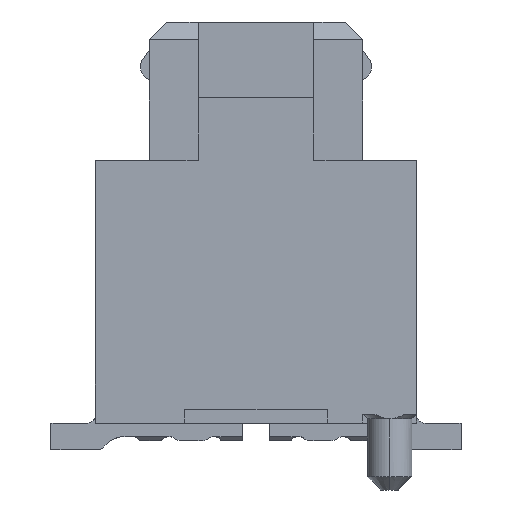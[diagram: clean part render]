
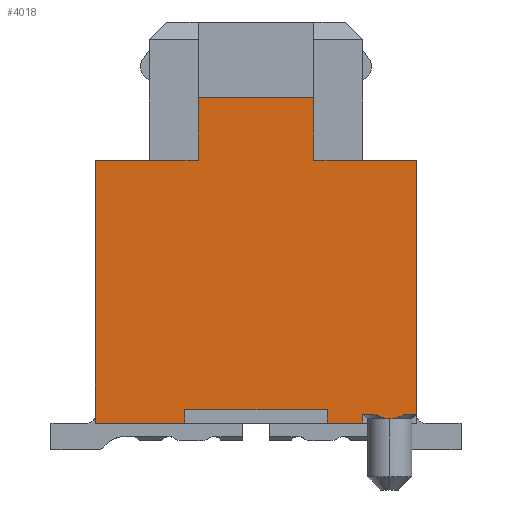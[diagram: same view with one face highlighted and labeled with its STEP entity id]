
A CAD part, left-side view. The second image highlights one B-rep face of the part: STEP entity #4018.
In plain terms, the highlighted planar face has unit normal (-1, 0, 0).
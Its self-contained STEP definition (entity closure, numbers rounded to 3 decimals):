
#3852=CARTESIAN_POINT('',(-13.55,-1.2,0.2));
#3853=VERTEX_POINT('',#3852);
#3860=CARTESIAN_POINT('',(-13.55,-1.2,0.1));
#3861=VERTEX_POINT('',#3860);
#3862=CARTESIAN_POINT('',(-13.55,-1.2,0.2));
#3863=DIRECTION('',(0.,0.,-1.));
#3864=VECTOR('',#3863,0.1);
#3865=LINE('',#3862,#3864);
#3866=EDGE_CURVE('',#3853,#3861,#3865,.T.);
#3877=CARTESIAN_POINT('',(-13.55,0.,1.925));
#3878=DIRECTION('',(0.,-1.,0.));
#3879=DIRECTION('',(-1.,0.,0.));
#3880=AXIS2_PLACEMENT_3D('',#3877,#3879,#3878);
#3881=PLANE('',#3880);
#3882=CARTESIAN_POINT('',(-13.55,0.8,0.1));
#3883=VERTEX_POINT('',#3882);
#3884=CARTESIAN_POINT('',(-13.55,1.8,0.1));
#3885=VERTEX_POINT('',#3884);
#3886=CARTESIAN_POINT('',(-13.55,0.8,0.1));
#3887=DIRECTION('',(0.,1.,0.));
#3888=VECTOR('',#3887,1.);
#3889=LINE('',#3886,#3888);
#3890=EDGE_CURVE('',#3883,#3885,#3889,.T.);
#3891=ORIENTED_EDGE('',*,*,#3890,.F.);
#3892=CARTESIAN_POINT('',(-13.55,0.8,0.25));
#3893=VERTEX_POINT('',#3892);
#3894=CARTESIAN_POINT('',(-13.55,0.8,0.1));
#3895=DIRECTION('',(0.,0.,1.));
#3896=VECTOR('',#3895,0.15);
#3897=LINE('',#3894,#3896);
#3898=EDGE_CURVE('',#3883,#3893,#3897,.T.);
#3899=ORIENTED_EDGE('',*,*,#3898,.T.);
#3900=CARTESIAN_POINT('',(-13.55,-0.8,0.25));
#3901=VERTEX_POINT('',#3900);
#3902=CARTESIAN_POINT('',(-13.55,0.8,0.25));
#3903=DIRECTION('',(0.,-1.,0.));
#3904=VECTOR('',#3903,1.6);
#3905=LINE('',#3902,#3904);
#3906=EDGE_CURVE('',#3893,#3901,#3905,.T.);
#3907=ORIENTED_EDGE('',*,*,#3906,.T.);
#3908=CARTESIAN_POINT('',(-13.55,-0.8,0.1));
#3909=VERTEX_POINT('',#3908);
#3910=CARTESIAN_POINT('',(-13.55,-0.8,0.25));
#3911=DIRECTION('',(0.,0.,-1.));
#3912=VECTOR('',#3911,0.15);
#3913=LINE('',#3910,#3912);
#3914=EDGE_CURVE('',#3901,#3909,#3913,.T.);
#3915=ORIENTED_EDGE('',*,*,#3914,.T.);
#3916=CARTESIAN_POINT('',(-13.55,-1.2,0.1));
#3917=DIRECTION('',(0.,1.,0.));
#3918=VECTOR('',#3917,0.4);
#3919=LINE('',#3916,#3918);
#3920=EDGE_CURVE('',#3861,#3909,#3919,.T.);
#3921=ORIENTED_EDGE('',*,*,#3920,.F.);
#3922=ORIENTED_EDGE('',*,*,#3866,.F.);
#3923=CARTESIAN_POINT('',(-13.55,-1.334,0.2));
#3924=VERTEX_POINT('',#3923);
#3925=CARTESIAN_POINT('',(-13.55,-1.2,0.2));
#3926=DIRECTION('',(0.,-1.,0.));
#3927=VECTOR('',#3926,0.134);
#3928=LINE('',#3925,#3927);
#3929=EDGE_CURVE('',#3853,#3924,#3928,.T.);
#3930=ORIENTED_EDGE('',*,*,#3929,.T.);
#3931=CARTESIAN_POINT('',(-13.55,-1.5,0.15));
#3932=VERTEX_POINT('',#3931);
#3933=CARTESIAN_POINT('',(-13.55,-1.334,0.2));
#3934=CARTESIAN_POINT('',(-13.55,-1.349,0.192));
#3935=CARTESIAN_POINT('',(-13.55,-1.377,0.178));
#3936=CARTESIAN_POINT('',(-13.55,-1.419,0.162));
#3937=CARTESIAN_POINT('',(-13.55,-1.46,0.152));
#3938=CARTESIAN_POINT('',(-13.55,-1.487,0.15));
#3939=CARTESIAN_POINT('',(-13.55,-1.5,0.15));
#3940=B_SPLINE_CURVE_WITH_KNOTS('',3,(#3933,#3934,#3935,#3936,#3937,#3938,#3939),.UNSPECIFIED.,.F.,.U.,(4,1,1,1,4),(0.,0.282,0.538,0.775,0.999),.UNSPECIFIED.);
#3941=EDGE_CURVE('',#3924,#3932,#3940,.T.);
#3942=ORIENTED_EDGE('',*,*,#3941,.T.);
#3943=CARTESIAN_POINT('',(-13.55,-1.666,0.2));
#3944=VERTEX_POINT('',#3943);
#3945=CARTESIAN_POINT('',(-13.55,-1.5,0.15));
#3946=CARTESIAN_POINT('',(-13.55,-1.506,0.15));
#3947=CARTESIAN_POINT('',(-13.55,-1.551,0.152));
#3948=CARTESIAN_POINT('',(-13.55,-1.607,0.169));
#3949=CARTESIAN_POINT('',(-13.55,-1.654,0.193));
#3950=CARTESIAN_POINT('',(-13.55,-1.666,0.2));
#3951=B_SPLINE_CURVE_WITH_KNOTS('',3,(#3945,#3946,#3947,#3948,#3949,#3950),.UNSPECIFIED.,.F.,.U.,(4,1,1,4),(0.,0.1,0.767,1.),.UNSPECIFIED.);
#3952=EDGE_CURVE('',#3932,#3944,#3951,.T.);
#3953=ORIENTED_EDGE('',*,*,#3952,.T.);
#3954=CARTESIAN_POINT('',(-13.55,-1.8,0.2));
#3955=VERTEX_POINT('',#3954);
#3956=CARTESIAN_POINT('',(-13.55,-1.666,0.2));
#3957=DIRECTION('',(0.,-1.,0.));
#3958=VECTOR('',#3957,0.134);
#3959=LINE('',#3956,#3958);
#3960=EDGE_CURVE('',#3944,#3955,#3959,.T.);
#3961=ORIENTED_EDGE('',*,*,#3960,.T.);
#3962=CARTESIAN_POINT('',(-13.55,-1.8,3.05));
#3963=VERTEX_POINT('',#3962);
#3964=CARTESIAN_POINT('',(-13.55,-1.8,3.05));
#3965=DIRECTION('',(0.,0.,-1.));
#3966=VECTOR('',#3965,2.85);
#3967=LINE('',#3964,#3966);
#3968=EDGE_CURVE('',#3963,#3955,#3967,.T.);
#3969=ORIENTED_EDGE('',*,*,#3968,.F.);
#3970=CARTESIAN_POINT('',(-13.55,-0.65,3.05));
#3971=VERTEX_POINT('',#3970);
#3972=CARTESIAN_POINT('',(-13.55,-0.65,3.05));
#3973=DIRECTION('',(0.,-1.,0.));
#3974=VECTOR('',#3973,1.15);
#3975=LINE('',#3972,#3974);
#3976=EDGE_CURVE('',#3971,#3963,#3975,.T.);
#3977=ORIENTED_EDGE('',*,*,#3976,.F.);
#3978=CARTESIAN_POINT('',(-13.55,-0.65,3.75));
#3979=VERTEX_POINT('',#3978);
#3980=CARTESIAN_POINT('',(-13.55,-0.65,3.05));
#3981=DIRECTION('',(0.,0.,1.));
#3982=VECTOR('',#3981,0.7);
#3983=LINE('',#3980,#3982);
#3984=EDGE_CURVE('',#3971,#3979,#3983,.T.);
#3985=ORIENTED_EDGE('',*,*,#3984,.T.);
#3986=CARTESIAN_POINT('',(-13.55,0.65,3.75));
#3987=VERTEX_POINT('',#3986);
#3988=CARTESIAN_POINT('',(-13.55,-0.65,3.75));
#3989=DIRECTION('',(0.,1.,0.));
#3990=VECTOR('',#3989,1.3);
#3991=LINE('',#3988,#3990);
#3992=EDGE_CURVE('',#3979,#3987,#3991,.T.);
#3993=ORIENTED_EDGE('',*,*,#3992,.T.);
#3994=CARTESIAN_POINT('',(-13.55,0.65,3.05));
#3995=VERTEX_POINT('',#3994);
#3996=CARTESIAN_POINT('',(-13.55,0.65,3.75));
#3997=DIRECTION('',(0.,0.,-1.));
#3998=VECTOR('',#3997,0.7);
#3999=LINE('',#3996,#3998);
#4000=EDGE_CURVE('',#3987,#3995,#3999,.T.);
#4001=ORIENTED_EDGE('',*,*,#4000,.T.);
#4002=CARTESIAN_POINT('',(-13.55,1.8,3.05));
#4003=VERTEX_POINT('',#4002);
#4004=CARTESIAN_POINT('',(-13.55,1.8,3.05));
#4005=DIRECTION('',(0.,-1.,0.));
#4006=VECTOR('',#4005,1.15);
#4007=LINE('',#4004,#4006);
#4008=EDGE_CURVE('',#4003,#3995,#4007,.T.);
#4009=ORIENTED_EDGE('',*,*,#4008,.F.);
#4010=CARTESIAN_POINT('',(-13.55,1.8,0.1));
#4011=DIRECTION('',(0.,0.,1.));
#4012=VECTOR('',#4011,2.95);
#4013=LINE('',#4010,#4012);
#4014=EDGE_CURVE('',#3885,#4003,#4013,.T.);
#4015=ORIENTED_EDGE('',*,*,#4014,.F.);
#4016=EDGE_LOOP('',(#3891,#3899,#3907,#3915,#3921,#3922,#3930,#3942,#3953,#3961,#3969,#3977,#3985,#3993,#4001,#4009,#4015));
#4017=FACE_OUTER_BOUND('',#4016,.T.);
#4018=ADVANCED_FACE('',(#4017),#3881,.T.);
